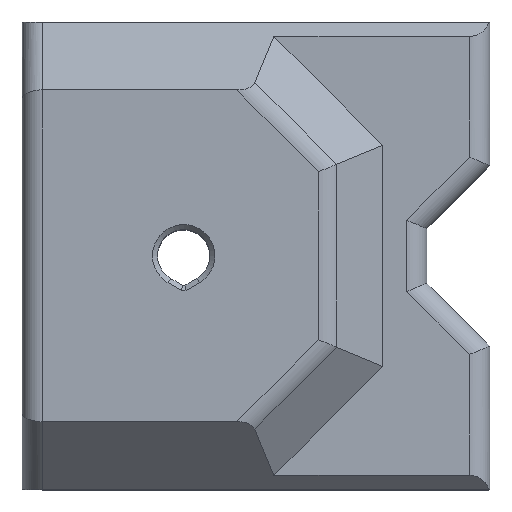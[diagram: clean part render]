
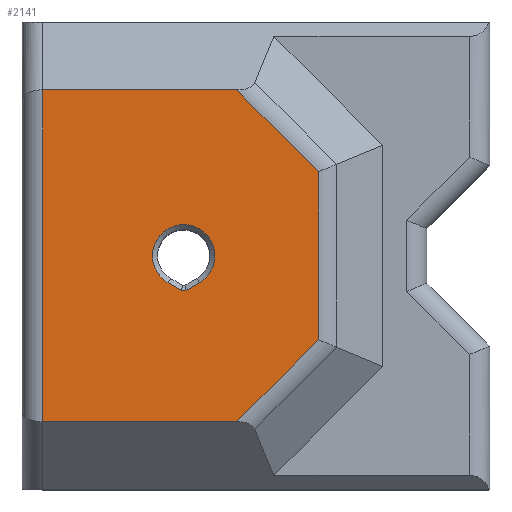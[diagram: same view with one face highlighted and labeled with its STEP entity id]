
A CAD part, top view. The second image highlights one B-rep face of the part: STEP entity #2141.
In plain terms, the highlighted planar face has unit normal (0, 0, 1).
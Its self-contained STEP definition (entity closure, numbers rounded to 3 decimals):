
#100=FACE_BOUND('',#299,.T.);
#125=CIRCLE('',#2305,1.835);
#174=FACE_OUTER_BOUND('',#298,.T.);
#298=EDGE_LOOP('',(#1540,#1541,#1542,#1543,#1544,#1545));
#299=EDGE_LOOP('',(#1546,#1547,#1548,#1549));
#455=LINE('',#3246,#694);
#457=LINE('',#3253,#696);
#458=LINE('',#3256,#697);
#460=LINE('',#3262,#699);
#461=LINE('',#3264,#700);
#462=LINE('',#3265,#701);
#463=LINE('',#3268,#702);
#464=LINE('',#3270,#703);
#465=LINE('',#3273,#704);
#694=VECTOR('',#2593,10.);
#696=VECTOR('',#2601,10.);
#697=VECTOR('',#2604,10.);
#699=VECTOR('',#2610,10.);
#700=VECTOR('',#2611,10.);
#701=VECTOR('',#2612,10.);
#702=VECTOR('',#2613,10.);
#703=VECTOR('',#2614,10.);
#704=VECTOR('',#2617,10.);
#940=VERTEX_POINT('',#3243);
#941=VERTEX_POINT('',#3245);
#943=VERTEX_POINT('',#3251);
#944=VERTEX_POINT('',#3255);
#946=VERTEX_POINT('',#3261);
#947=VERTEX_POINT('',#3263);
#948=VERTEX_POINT('',#3266);
#949=VERTEX_POINT('',#3267);
#950=VERTEX_POINT('',#3269);
#951=VERTEX_POINT('',#3271);
#1167=EDGE_CURVE('',#941,#940,#455,.T.);
#1171=EDGE_CURVE('',#940,#943,#457,.T.);
#1172=EDGE_CURVE('',#943,#944,#458,.T.);
#1175=EDGE_CURVE('',#946,#944,#460,.T.);
#1176=EDGE_CURVE('',#946,#947,#461,.T.);
#1177=EDGE_CURVE('',#947,#941,#462,.T.);
#1178=EDGE_CURVE('',#948,#949,#463,.T.);
#1179=EDGE_CURVE('',#949,#950,#464,.T.);
#1180=EDGE_CURVE('',#950,#951,#125,.T.);
#1181=EDGE_CURVE('',#951,#948,#465,.T.);
#1540=ORIENTED_EDGE('',*,*,#1172,.T.);
#1541=ORIENTED_EDGE('',*,*,#1175,.F.);
#1542=ORIENTED_EDGE('',*,*,#1176,.T.);
#1543=ORIENTED_EDGE('',*,*,#1177,.T.);
#1544=ORIENTED_EDGE('',*,*,#1167,.T.);
#1545=ORIENTED_EDGE('',*,*,#1171,.T.);
#1546=ORIENTED_EDGE('',*,*,#1178,.T.);
#1547=ORIENTED_EDGE('',*,*,#1179,.T.);
#1548=ORIENTED_EDGE('',*,*,#1180,.T.);
#1549=ORIENTED_EDGE('',*,*,#1181,.T.);
#2046=PLANE('',#2304);
#2141=ADVANCED_FACE('',(#174,#100),#2046,.F.);
#2304=AXIS2_PLACEMENT_3D('',#3260,#2608,#2609);
#2305=AXIS2_PLACEMENT_3D('',#3272,#2615,#2616);
#2593=DIRECTION('',(0.707,0.707,0.));
#2601=DIRECTION('',(0.,1.,0.));
#2604=DIRECTION('',(-0.707,0.707,0.));
#2608=DIRECTION('center_axis',(0.,0.,
-1.));
#2609=DIRECTION('ref_axis',(0.,1.,0.));
#2610=DIRECTION('',(1.,0.,0.));
#2611=DIRECTION('',(0.,-1.,0.));
#2612=DIRECTION('',(1.,0.,0.));
#2613=DIRECTION('',(-1.,0.,0.));
#2614=DIRECTION('',(-0.866,0.5,0.));
#2615=DIRECTION('center_axis',(0.,0.,
-1.));
#2616=DIRECTION('ref_axis',(0.,1.,0.));
#2617=DIRECTION('',(-0.866,-0.5,0.));
#3243=CARTESIAN_POINT('',(331.064,193.802,364.79));
#3245=CARTESIAN_POINT('',(326.252,188.99,364.79));
#3246=CARTESIAN_POINT('',(323.,185.738,364.79));
#3251=CARTESIAN_POINT('',(331.064,203.678,364.79));
#3253=CARTESIAN_POINT('',(331.064,193.053,364.79));
#3255=CARTESIAN_POINT('',(326.252,208.49,364.79));
#3256=CARTESIAN_POINT('',(328.5,206.242,364.79));
#3260=CARTESIAN_POINT('Origin',(313.635,188.99,364.79));
#3261=CARTESIAN_POINT('',(314.835,208.49,364.79));
#3262=CARTESIAN_POINT('',(313.635,208.49,364.79));
#3263=CARTESIAN_POINT('',(314.835,188.99,364.79));
#3264=CARTESIAN_POINT('',(314.835,193.865,364.79));
#3265=CARTESIAN_POINT('',(313.635,188.99,364.79));
#3266=CARTESIAN_POINT('',(323.28,196.705,364.79));
#3267=CARTESIAN_POINT('',(322.99,196.705,364.79));
#3268=CARTESIAN_POINT('',(318.353,196.705,364.79));
#3269=CARTESIAN_POINT('',(322.218,197.151,364.79));
#3270=CARTESIAN_POINT('',(320.766,197.989,364.79));
#3271=CARTESIAN_POINT('',(324.053,197.151,364.79));
#3272=CARTESIAN_POINT('Origin',(323.135,198.74,364.79));
#3273=CARTESIAN_POINT('',(318.028,193.672,364.79));
